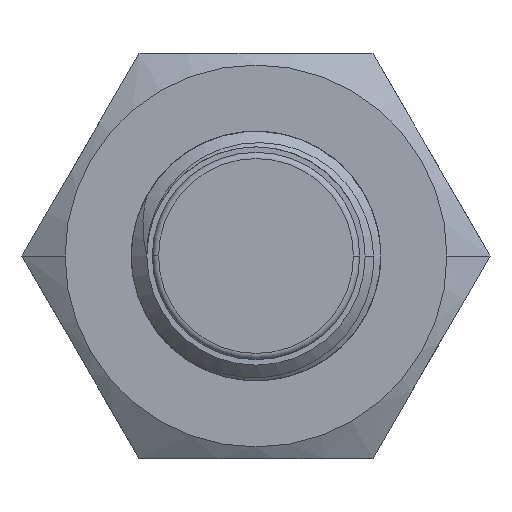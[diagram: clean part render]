
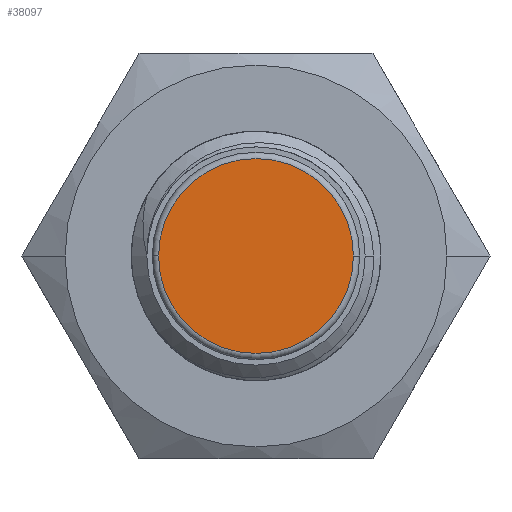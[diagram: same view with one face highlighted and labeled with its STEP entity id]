
A CAD part, front view. The second image highlights one B-rep face of the part: STEP entity #38097.
In plain terms, the highlighted planar face has unit normal (0, -1, 0).
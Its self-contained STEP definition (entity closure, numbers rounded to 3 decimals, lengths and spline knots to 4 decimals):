
#8933=CARTESIAN_POINT('',(0.,-0.65,0.));
#8934=DIRECTION('',(0.,-1.,0.));
#8935=DIRECTION('',(1.,0.,0.));
#8936=AXIS2_PLACEMENT_3D('',#8933,#8934,#8935);
#8938=CARTESIAN_POINT('',(0.,-0.65,0.));
#8939=DIRECTION('',(0.,-1.,0.));
#8940=DIRECTION('',(-1.,0.,0.));
#8941=AXIS2_PLACEMENT_3D('',#8938,#8939,#8940);
#16254=CARTESIAN_POINT('',(3.125,-0.65,0.));
#16255=CARTESIAN_POINT('',(-3.125,-0.65,0.));
#16256=VERTEX_POINT('',#16254);
#16257=VERTEX_POINT('',#16255);
#38087=CARTESIAN_POINT('',(0.,-0.65,0.));
#38088=DIRECTION('',(0.,1.,0.));
#38089=DIRECTION('',(-1.,0.,0.));
#38090=AXIS2_PLACEMENT_3D('',#38087,#38088,#38089);
#38091=PLANE('',#38090);
#38092=ORIENTED_EDGE('',*,*,#38077,.F.);
#38094=ORIENTED_EDGE('',*,*,#38093,.F.);
#38095=EDGE_LOOP('',(#38092,#38094));
#38096=FACE_OUTER_BOUND('',#38095,.F.);
#8937=CIRCLE('',#8936,3.125);
#8942=CIRCLE('',#8941,3.125);
#38077=EDGE_CURVE('',#16256,#16257,#8937,.T.);
#38093=EDGE_CURVE('',#16257,#16256,#8942,.T.);
#38097=ADVANCED_FACE('',(#38096),#38091,.F.);
